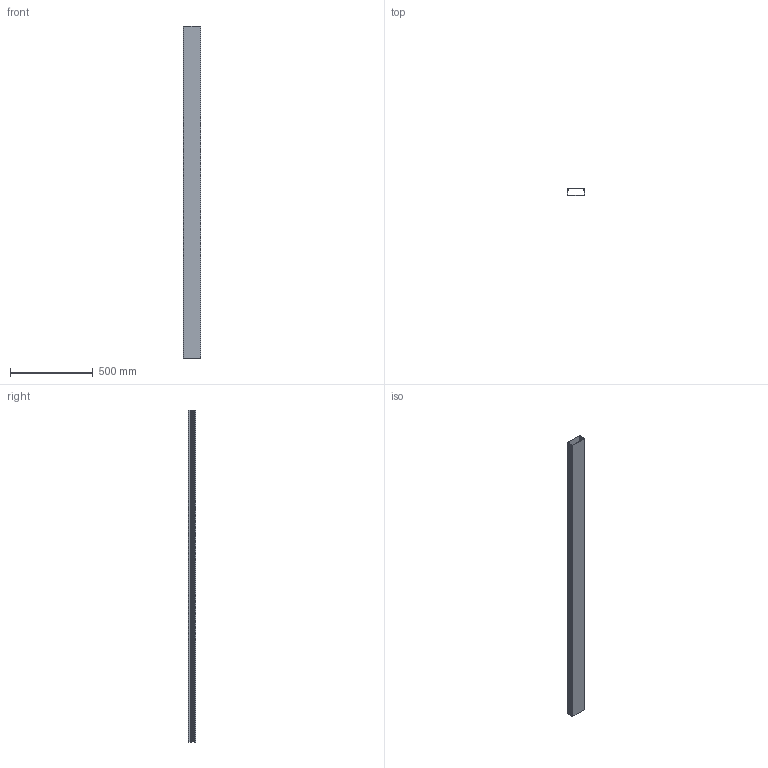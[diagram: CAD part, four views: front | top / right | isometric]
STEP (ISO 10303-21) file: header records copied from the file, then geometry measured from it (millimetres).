
FILE_DESCRIPTION(/* description */ (''),/* implementation_level */ '2;1');
FILE_NAME(/* name */ '6178018',/* time_stamp */ '2016-01-11T13:52:42+01:00',/* author */ (''),/* organization */ (''),/* preprocessor_version */ 'ST-DEVELOPER v15',/* originating_system */ '',/* authorisation */ '');
FILE_SCHEMA (('CONFIG_CONTROL_DESIGN'));
Products named in the file (2): Document; Block 01
Assembly tree (1 placements, depth 2):
  Document
    Block 01
Bounding box: 107.4 x 43.7 x 2000 mm (x, y, z)
Volume: 1160481.3 mm3; surface area: 1342677.6 mm2
Topology: 2 solids, 2 shells, 5232 faces, 15684 edges, 10456 vertices
Faces by surface type: bspline 4026, plane 1206
Entity records: 131632 total; most frequent: CARTESIAN_POINT 45698, ORIENTED_EDGE 31368, EDGE_CURVE 15684, VERTEX_POINT 10456, B_SPLINE_CURVE_WITH_KNOTS 8926, ADVANCED_FACE 5232, FACE_OUTER_BOUND 5232, EDGE_LOOP 5232
